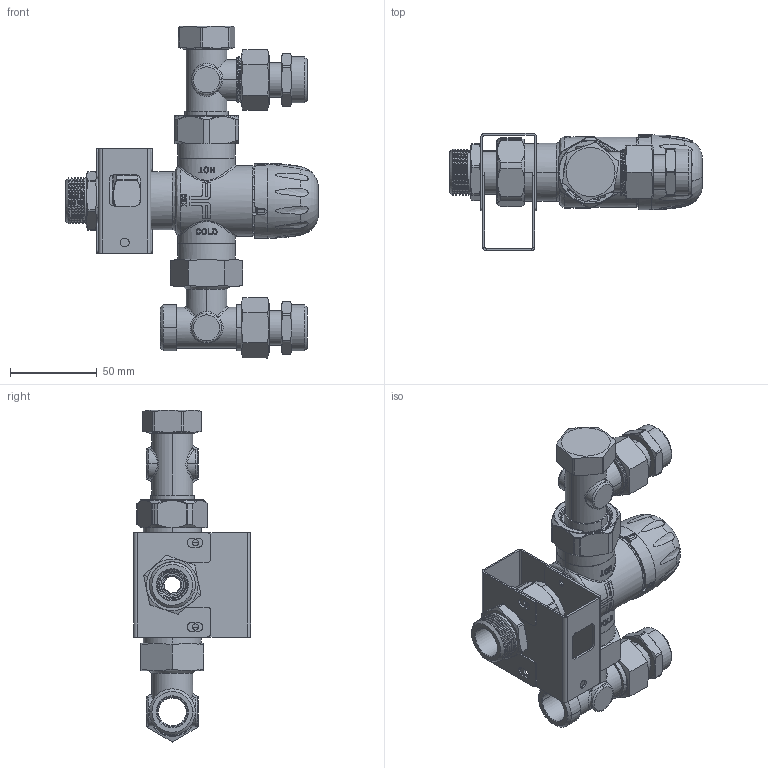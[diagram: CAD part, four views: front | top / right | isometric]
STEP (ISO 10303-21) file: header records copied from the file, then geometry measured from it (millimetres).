
FILE_DESCRIPTION (( 'STEP AP214' ), '1' );
FILE_NAME ('SER-EER Metering Unit_Set3(267B0002).STEP', '2022-07-29T13:47:01', ( '' ), ( '' ), 'SwSTEP 2.0', 'SolidWorks 2021', '' );
FILE_SCHEMA (( 'AUTOMOTIVE_DESIGN' ));
Length unit declared in the file: millimetre
Products named in the file (21): SER-EER Metering Unit_Set3(267B0002); DAF-44(G)_Varsay考an; DAF-09-16A-1_1; Conta_3\4"; DAF-43_(00); DAF-20-08(G).SLDPRT_Varsay考an; 003Z3145_TVM_W_Varsay考an; Conta_1"; DAF-41_1; Bracket_SER_TMV_B_Varsay考an; DAF-44_(00); DAF-45-02_(02); DAF-09-13-1(G)_Varsay考an; Etiket_Varsay考an; DAF-20-01_Varsay考an; Bracket_SER_TMV_A_Varsay考an; DAF-20-01A_1; DAF-09-13A-1(G)_1; DAF-09-16-1_Varsay考an; DAF-20-08A(G)_1; DAF-42_1
Assembly tree (26 placements, depth 3):
  SER-EER Metering Unit_Set3(267B0002)
    Conta_3\4"  x3
    003Z3145_TVM_W_Varsay考an
    Conta_1"  x3
    DAF-20-08(G).SLDPRT_Varsay考an
      DAF-20-08A(G)_1
      DAF-44(G)_Varsay考an
    DAF-09-16-1_Varsay考an
      DAF-09-16A-1_1
      DAF-42_1
      DAF-44_(00)
    DAF-09-13-1(G)_Varsay考an
      DAF-09-13A-1(G)_1
      DAF-44(G)_Varsay考an
    DAF-20-01_Varsay考an  x2
      DAF-20-01A_1
      DAF-41_1
      DAF-43_(00)
    Bracket_SER_TMV_A_Varsay考an
    Bracket_SER_TMV_B_Varsay考an
    DAF-45-02_(02)
    Etiket_Varsay考an
Bounding box: 145.3 x 67.35 x 190.82 mm (x, y, z)
Volume: 105056.2 mm3; surface area: 163411.3 mm2
Topology: 23 solids, 57 shells, 4331 faces, 11725 edges, 7476 vertices
Faces by surface type: bspline 1483, cylinder 1367, plane 1061, cone 368, torus 50, sphere 2
Entity records: 266996 total; most frequent: CARTESIAN_POINT 142927, ORIENTED_EDGE 21868, EDGE_CURVE 11055, DIRECTION 10913, VERTEX_POINT 7136, B_SPLINE_CURVE_WITH_KNOTS 6732, EDGE_LOOP 4318, AXIS2_PLACEMENT_3D 4230
